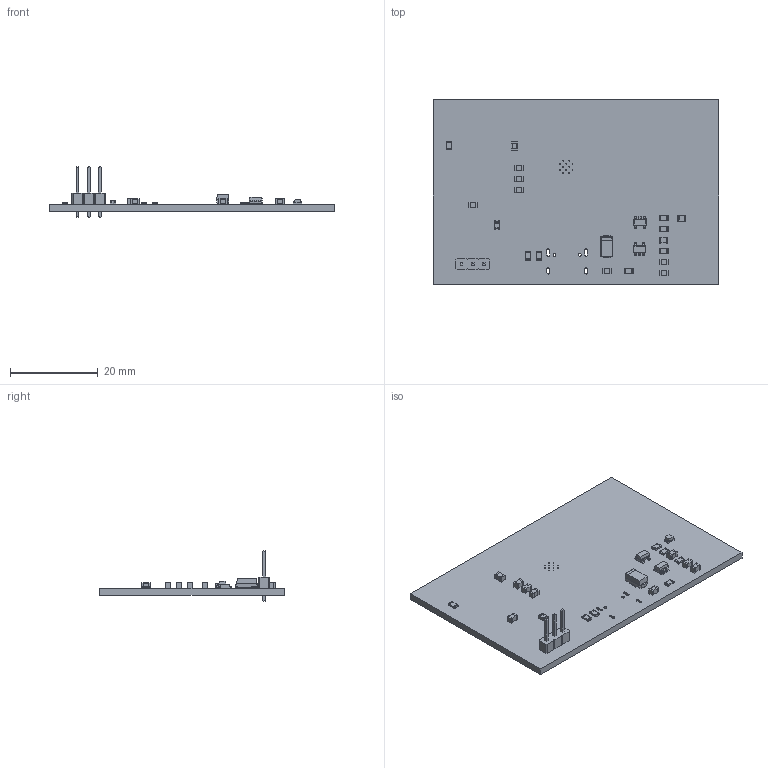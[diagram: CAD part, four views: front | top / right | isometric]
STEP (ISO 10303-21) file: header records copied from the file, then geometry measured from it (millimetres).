
FILE_DESCRIPTION(('KiCad electronic assembly'),'2;1');
FILE_NAME('EMGauntlet.step','2025-07-17T12:01:14',('Pcbnew'),('Kicad'), 'Open CASCADE STEP processor 7.7','KiCad to STEP converter','Unknown' );
FILE_SCHEMA(('AUTOMOTIVE_DESIGN { 1 0 10303 214 1 1 1 1 }'));
Length unit declared in the file: millimetre
Products named in the file (16): EMGauntlet 1; R_0805_2012Metric; PinHeader_1x03_P2.54mm_Vertical; PinHeader_1x03_P254mm_Vertical; D_SMA; C_0805_2012Metric; SOT-23-5; SOT_23_5; D_0805_2012Metric; D_0805; LED_0805_2012Metric; EMGauntlet PCB
Assembly tree (30 placements, depth 3):
  EMGauntlet 1
    R_0805_2012Metric  x7
      R_0805_2012Metric
    PinHeader_1x03_P2.54mm_Vertical
      PinHeader_1x03_P254mm_Vertical
    D_SMA
      D_SMA
    C_0805_2012Metric  x9
      C_0805_2012Metric
    SOT-23-5  x2
      SOT_23_5
    D_0805_2012Metric
      D_0805
    LED_0805_2012Metric
      LED_0805_2012Metric
    EMGauntlet PCB
Bounding box: 65 x 42 x 11.54 mm (x, y, z)
Volume: 4492.2 mm3; surface area: 6314.2 mm2
Topology: 23 solids, 23 shells, 961 faces, 2508 edges, 1620 vertices
Faces by surface type: plane 646, cylinder 247, bspline 68
Full cylindrical faces by diameter (mm): 0.2 x12, 0.65 x2, 1 x3
Entity records: 34014 total; most frequent: CARTESIAN_POINT 6500, DIRECTION 4400, LINE 3092, VECTOR 3092, ORIENTED_EDGE 2494, PCURVE 2494, DEFINITIONAL_REPRESENTATION 2494, EDGE_CURVE 1247
